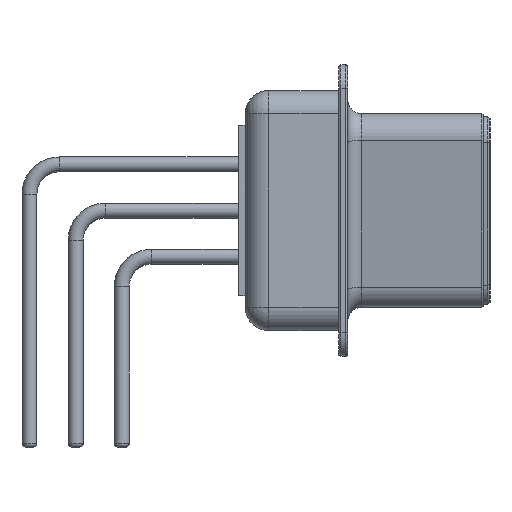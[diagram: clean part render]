
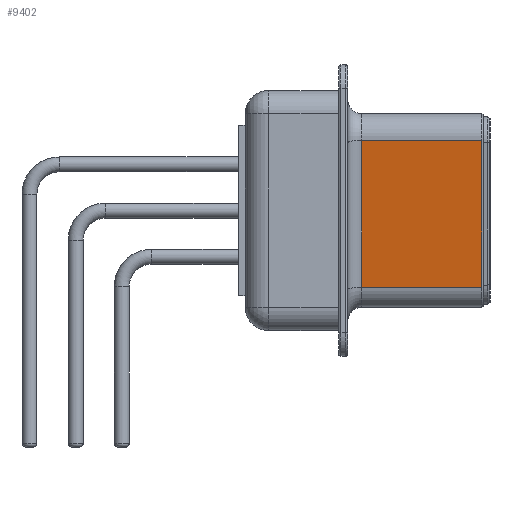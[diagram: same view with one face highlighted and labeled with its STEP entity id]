
A CAD part, left-side view. The second image highlights one B-rep face of the part: STEP entity #9402.
In plain terms, the highlighted planar face has unit normal (-0.99, 0, -0.144).
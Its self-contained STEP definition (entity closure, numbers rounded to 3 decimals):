
#9155 = VERTEX_POINT('',#9156);
#9156 = CARTESIAN_POINT('',(-50.731,-14.26,9.256));
#9207 = VERTEX_POINT('',#9208);
#9208 = CARTESIAN_POINT('',(-49.817,-14.26,2.956));
#9217 = EDGE_CURVE('',#9207,#9155,#9218,.T.);
#9218 = LINE('',#9219,#9220);
#9219 = CARTESIAN_POINT('',(-49.817,-14.26,2.956));
#9220 = VECTOR('',#9221,1.);
#9221 = DIRECTION('',(-0.144,0.,0.99)
);
#9358 = EDGE_CURVE('',#9155,#9359,#9361,.T.);
#9359 = VERTEX_POINT('',#9360);
#9360 = CARTESIAN_POINT('',(-50.731,-19.41,9.256));
#9361 = LINE('',#9362,#9363);
#9362 = CARTESIAN_POINT('',(-50.731,-13.66,9.256));
#9363 = VECTOR('',#9364,1.);
#9364 = DIRECTION('',(0.,-1.,0.));
#9402 = ADVANCED_FACE('',(#9403),#9421,.T.);
#9403 = FACE_BOUND('',#9404,.T.);
#9404 = EDGE_LOOP('',(#9405,#9413,#9419,#9420));
#9405 = ORIENTED_EDGE('',*,*,#9406,.T.);
#9406 = EDGE_CURVE('',#9207,#9407,#9409,.T.);
#9407 = VERTEX_POINT('',#9408);
#9408 = CARTESIAN_POINT('',(-49.817,-19.41,2.956));
#9409 = LINE('',#9410,#9411);
#9410 = CARTESIAN_POINT('',(-49.817,-13.66,2.956));
#9411 = VECTOR('',#9412,1.);
#9412 = DIRECTION('',(0.,-1.,0.));
#9413 = ORIENTED_EDGE('',*,*,#9414,.F.);
#9414 = EDGE_CURVE('',#9359,#9407,#9415,.T.);
#9415 = LINE('',#9416,#9417);
#9416 = CARTESIAN_POINT('',(-50.731,-19.41,9.256));
#9417 = VECTOR('',#9418,1.);
#9418 = DIRECTION('',(0.144,0.,-0.99
));
#9419 = ORIENTED_EDGE('',*,*,#9358,.F.);
#9420 = ORIENTED_EDGE('',*,*,#9217,.F.);
#9421 = PLANE('',#9422);
#9422 = AXIS2_PLACEMENT_3D('',#9423,#9424,#9425);
#9423 = CARTESIAN_POINT('',(-49.693,-13.66,2.1));
#9424 = DIRECTION('',(-0.99,0.,
-0.144));
#9425 = DIRECTION('',(-0.144,0.,0.99)
);
